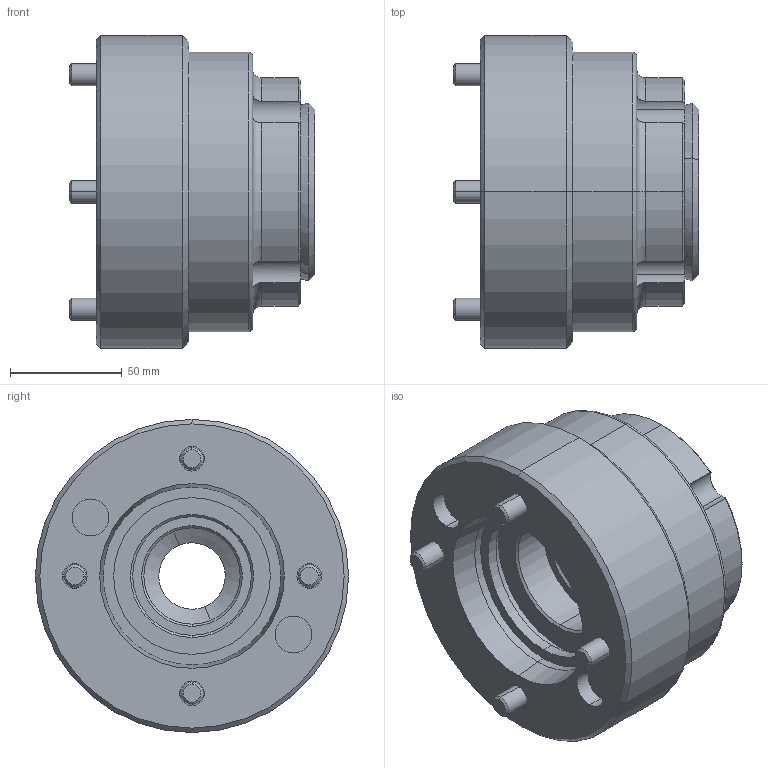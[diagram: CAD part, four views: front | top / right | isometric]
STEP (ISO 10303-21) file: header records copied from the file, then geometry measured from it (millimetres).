
FILE_DESCRIPTION (( 'STEP AP203' ), '1' );
FILE_NAME ('CF-CB-42A5.STEP', '2023-11-01T02:43:15', ( '' ), ( '' ), 'SwSTEP 2.0', 'SolidWorks 2020', '' );
FILE_SCHEMA (( 'CONFIG_CONTROL_DESIGN' ));
Length unit declared in the file: millimetre
Products named in the file (7): CF-CB-42-01010; CF-CB-42-02010; 圓頭內六角螺栓_M8x40; 圓頭內六角螺栓_M10x25; CF-RG-42R_RG42RM60; CF-CB-42A5; CF-CB-42A5-01020
Assembly tree (12 placements, depth 2):
  CF-CB-42A5
    CF-CB-42A5-01020
    CF-CB-42-01010
    CF-CB-42-02010
    圓頭內六角螺栓_M8x40  x4
    圓頭內六角螺栓_M10x25  x4
    CF-RG-42R_RG42RM60
Bounding box: 109.7 x 140 x 140 mm (x, y, z)
Volume: 941104.2 mm3; surface area: 171732.9 mm2
Topology: 12 solids, 12 shells, 395 faces, 899 edges, 533 vertices
Faces by surface type: plane 148, cylinder 127, cone 111, torus 9
Entity records: 7883 total; most frequent: DIRECTION 1336, CARTESIAN_POINT 1292, ORIENTED_EDGE 1074, AXIS2_PLACEMENT_3D 555, EDGE_CURVE 537, VERTEX_POINT 335, EDGE_LOOP 300, CIRCLE 295
